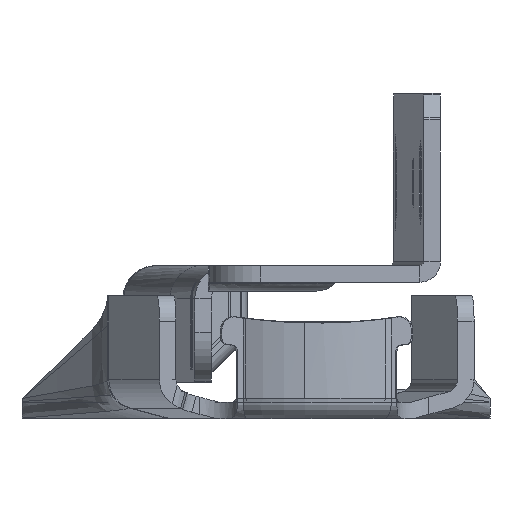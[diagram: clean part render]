
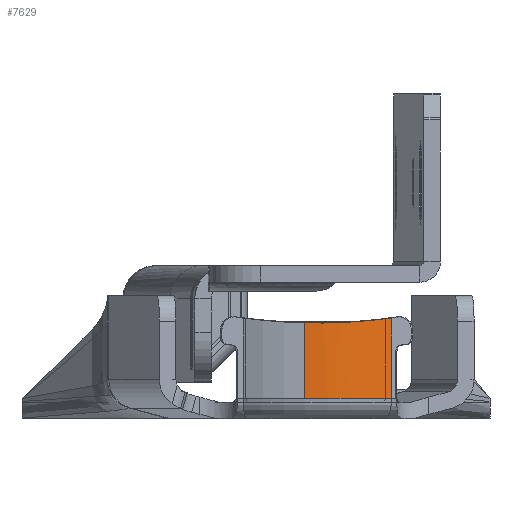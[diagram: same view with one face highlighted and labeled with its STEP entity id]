
A CAD part, left-side view. The second image highlights one B-rep face of the part: STEP entity #7629.
In plain terms, the highlighted cylindrical face has radius 12.3 mm (diameter 24.6 mm), a partial arc.
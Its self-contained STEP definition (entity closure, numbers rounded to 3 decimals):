
#1440 = AXIS2_PLACEMENT_3D ( 'NONE', #7660, #3550, #23527 ) ;
#2226 = CARTESIAN_POINT ( 'NONE',  ( -449.772, -5.285, 6.218 ) ) ;
#2794 = VERTEX_POINT ( 'NONE', #24669 ) ;
#3550 = DIRECTION ( 'NONE',  ( 0., 0., 1. ) ) ;
#4880 = CARTESIAN_POINT ( 'NONE',  ( -450.001, -3.505, 6.199 ) ) ;
#6158 = EDGE_CURVE ( 'NONE', #25100, #26985, #23665, .T. ) ;
#6498 = CARTESIAN_POINT ( 'NONE',  ( -449.826, -4.99, 6.21 ) ) ;
#6784 = CARTESIAN_POINT ( 'NONE',  ( -449.641, -5.874, 6.241 ) ) ;
#6992 = ORIENTED_EDGE ( 'NONE', *, *, #19079, .T. ) ;
#7151 = VECTOR ( 'NONE', #16932, 1000. ) ;
#7629 = ADVANCED_FACE ( 'NONE', ( #26788 ), #8287, .T. ) ;
#7660 = CARTESIAN_POINT ( 'NONE',  ( -437.701, -2.904, 0.3 ) ) ;
#7861 = AXIS2_PLACEMENT_3D ( 'NONE', #20158, #15033, #26343 ) ;
#8287 = CYLINDRICAL_SURFACE ( 'NONE', #7861, 12.3 ) ;
#8297 = CARTESIAN_POINT ( 'NONE',  ( -450.001, -2.904, 0.3 ) ) ;
#8694 = EDGE_LOOP ( 'NONE', ( #6992, #17907, #20419, #16574 ) ) ;
#11788 = VECTOR ( 'NONE', #16621, 1000. ) ;
#12127 = CARTESIAN_POINT ( 'NONE',  ( -447.958, -9.693, 6.603 ) ) ;
#14255 = LINE ( 'NONE', #19094, #11788 ) ;
#15033 = DIRECTION ( 'NONE',  ( 0., 0., -1. ) ) ;
#15479 = B_SPLINE_CURVE_WITH_KNOTS ( 'NONE', 3,
 ( #20146, #24575, #20292, #16045, #6784, #2226, #6498, #18401, #4880, #22654 ),
 .UNSPECIFIED., .F., .F.,
 ( 4, 2, 2, 2, 4 ),
 ( 0., 0.004, 0.004, 0.005, 0.007 ),
 .UNSPECIFIED. ) ;
#16045 = CARTESIAN_POINT ( 'NONE',  ( -449.564, -6.168, 6.255 ) ) ;
#16155 = EDGE_CURVE ( 'NONE', #21044, #26985, #16471, .T. ) ;
#16471 = CIRCLE ( 'NONE', #1440, 12.3 ) ;
#16574 = ORIENTED_EDGE ( 'NONE', *, *, #6158, .F. ) ;
#16621 = DIRECTION ( 'NONE',  ( 0., 0., -1. ) ) ;
#16786 = CARTESIAN_POINT ( 'NONE',  ( -447.958, -9.693, 6.7 ) ) ;
#16932 = DIRECTION ( 'NONE',  ( 0., 0., -1. ) ) ;
#17907 = ORIENTED_EDGE ( 'NONE', *, *, #24325, .T. ) ;
#18401 = CARTESIAN_POINT ( 'NONE',  ( -449.957, -4.101, 6.196 ) ) ;
#19079 = EDGE_CURVE ( 'NONE', #25100, #2794, #15479, .T. ) ;
#19094 = CARTESIAN_POINT ( 'NONE',  ( -450.001, -2.904, 6.7 ) ) ;
#20146 = CARTESIAN_POINT ( 'NONE',  ( -447.958, -9.693, 6.603 ) ) ;
#20158 = CARTESIAN_POINT ( 'NONE',  ( -437.701, -2.904, 6.7 ) ) ;
#20292 = CARTESIAN_POINT ( 'NONE',  ( -449.129, -7.61, 6.341 ) ) ;
#20419 = ORIENTED_EDGE ( 'NONE', *, *, #16155, .T. ) ;
#21044 = VERTEX_POINT ( 'NONE', #8297 ) ;
#22654 = CARTESIAN_POINT ( 'NONE',  ( -450.001, -2.904, 6.214 ) ) ;
#23527 = DIRECTION ( 'NONE',  ( 1., 0., 0. ) ) ;
#23665 = LINE ( 'NONE', #16786, #7151 ) ;
#24325 = EDGE_CURVE ( 'NONE', #2794, #21044, #14255, .T. ) ;
#24575 = CARTESIAN_POINT ( 'NONE',  ( -448.623, -8.688, 6.456 ) ) ;
#24669 = CARTESIAN_POINT ( 'NONE',  ( -450.001, -2.904, 6.214 ) ) ;
#25100 = VERTEX_POINT ( 'NONE', #12127 ) ;
#25867 = CARTESIAN_POINT ( 'NONE',  ( -447.958, -9.693, 0.3 ) ) ;
#26343 = DIRECTION ( 'NONE',  ( -1., 0., 0. ) ) ;
#26788 = FACE_OUTER_BOUND ( 'NONE', #8694, .T. ) ;
#26985 = VERTEX_POINT ( 'NONE', #25867 ) ;
